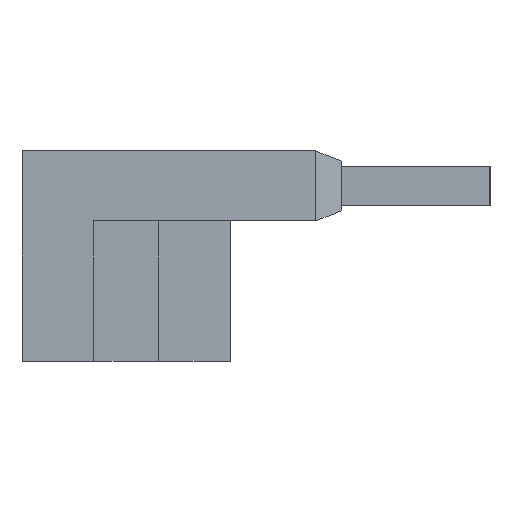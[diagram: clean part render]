
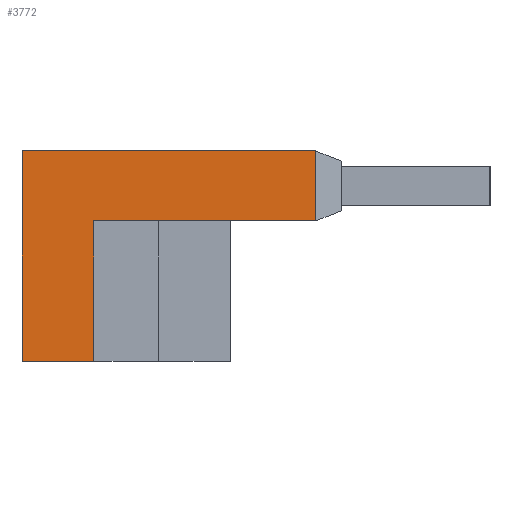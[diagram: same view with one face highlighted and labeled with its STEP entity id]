
A CAD part, left-side view. The second image highlights one B-rep face of the part: STEP entity #3772.
In plain terms, the highlighted planar face has unit normal (-1, 0, 0).
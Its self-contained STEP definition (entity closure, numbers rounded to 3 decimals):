
#9 = EDGE_CURVE ( 'NONE', #866, #900, #491, .T. ) ;
#30 = EDGE_CURVE ( 'NONE', #847, #866, #582, .T. ) ;
#205 = ORIENTED_EDGE ( 'NONE', *, *, #1680, .T. ) ;
#250 = ORIENTED_EDGE ( 'NONE', *, *, #1645, .T. ) ;
#275 = ORIENTED_EDGE ( 'NONE', *, *, #30, .T. ) ;
#316 = ORIENTED_EDGE ( 'NONE', *, *, #1670, .T. ) ;
#325 = VERTEX_POINT ( 'NONE', #3704 ) ;
#410 = ORIENTED_EDGE ( 'NONE', *, *, #1642, .T. ) ;
#491 = LINE ( 'NONE', #618, #541 ) ;
#496 = ORIENTED_EDGE ( 'NONE', *, *, #9, .T. ) ;
#500 = VECTOR ( 'NONE', #3662, 1000. ) ;
#541 = VECTOR ( 'NONE', #607, 1000. ) ;
#582 = LINE ( 'NONE', #3666, #500 ) ;
#607 = DIRECTION ( 'NONE',  ( 0., 1., 0. ) ) ;
#618 = CARTESIAN_POINT ( 'NONE',  ( 24.5, 92., 108.1 ) ) ;
#729 = AXIS2_PLACEMENT_3D ( 'NONE', #2631, #2625, #2624 ) ;
#847 = VERTEX_POINT ( 'NONE', #3578 ) ;
#866 = VERTEX_POINT ( 'NONE', #3556 ) ;
#900 = VERTEX_POINT ( 'NONE', #3242 ) ;
#918 = VERTEX_POINT ( 'NONE', #3206 ) ;
#932 = VERTEX_POINT ( 'NONE', #3170 ) ;
#1446 = EDGE_LOOP ( 'NONE', ( #410, #275, #496, #205, #250, #316 ) ) ;
#1642 = EDGE_CURVE ( 'NONE', #325, #847, #1774, .T. ) ;
#1645 = EDGE_CURVE ( 'NONE', #918, #932, #1762, .T. ) ;
#1670 = EDGE_CURVE ( 'NONE', #932, #325, #1712, .T. ) ;
#1680 = EDGE_CURVE ( 'NONE', #900, #918, #3499, .T. ) ;
#1708 = VECTOR ( 'NONE', #2819, 1000. ) ;
#1712 = LINE ( 'NONE', #2821, #1708 ) ;
#1759 = VECTOR ( 'NONE', #2896, 1000. ) ;
#1762 = LINE ( 'NONE', #2897, #1759 ) ;
#1765 = VECTOR ( 'NONE', #2906, 1000. ) ;
#1774 = LINE ( 'NONE', #2925, #1765 ) ;
#2460 = DIRECTION ( 'NONE',  ( 0., 0., -1. ) ) ;
#2477 = CARTESIAN_POINT ( 'NONE',  ( 24.5, 109.2, 104. ) ) ;
#2624 = DIRECTION ( 'NONE',  ( 0., 0., 1. ) ) ;
#2625 = DIRECTION ( 'NONE',  ( -1., 0., 0. ) ) ;
#2631 = CARTESIAN_POINT ( 'NONE',  ( 24.5, 92., 104. ) ) ;
#2632 = PLANE ( 'NONE',  #729 ) ;
#2819 = DIRECTION ( 'NONE',  ( 0., 0., 1. ) ) ;
#2821 = CARTESIAN_POINT ( 'NONE',  ( 24.5, 105., 104. ) ) ;
#2896 = DIRECTION ( 'NONE',  ( 0., -1., 0. ) ) ;
#2897 = CARTESIAN_POINT ( 'NONE',  ( 24.5, 107.1, 95.8 ) ) ;
#2906 = DIRECTION ( 'NONE',  ( 0., -1., 0. ) ) ;
#2925 = CARTESIAN_POINT ( 'NONE',  ( 24.5, 92., 104. ) ) ;
#3170 = CARTESIAN_POINT ( 'NONE',  ( 24.5, 105., 95.8 ) ) ;
#3206 = CARTESIAN_POINT ( 'NONE',  ( 24.5, 109.2, 95.8 ) ) ;
#3242 = CARTESIAN_POINT ( 'NONE',  ( 24.5, 109.2, 108.1 ) ) ;
#3383 = FACE_OUTER_BOUND ( 'NONE', #1446, .T. ) ;
#3496 = VECTOR ( 'NONE', #2460, 1000. ) ;
#3499 = LINE ( 'NONE', #2477, #3496 ) ;
#3556 = CARTESIAN_POINT ( 'NONE',  ( 24.5, 92., 108.1 ) ) ;
#3578 = CARTESIAN_POINT ( 'NONE',  ( 24.5, 92., 104. ) ) ;
#3662 = DIRECTION ( 'NONE',  ( 0., 0., 1. ) ) ;
#3666 = CARTESIAN_POINT ( 'NONE',  ( 24.5, 92., 104. ) ) ;
#3704 = CARTESIAN_POINT ( 'NONE',  ( 24.5, 105., 104. ) ) ;
#3772 = ADVANCED_FACE ( 'NONE', ( #3383 ), #2632, .T. ) ;
